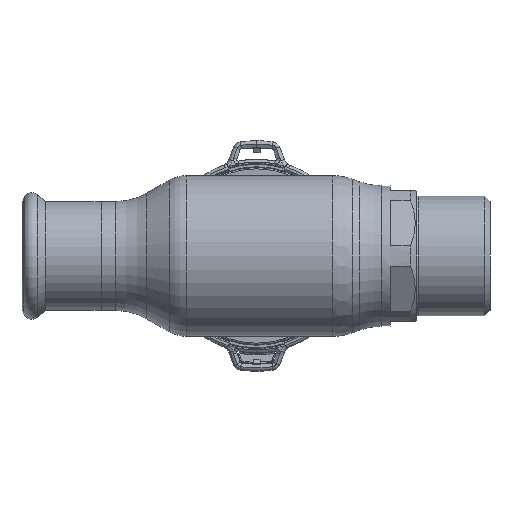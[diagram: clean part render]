
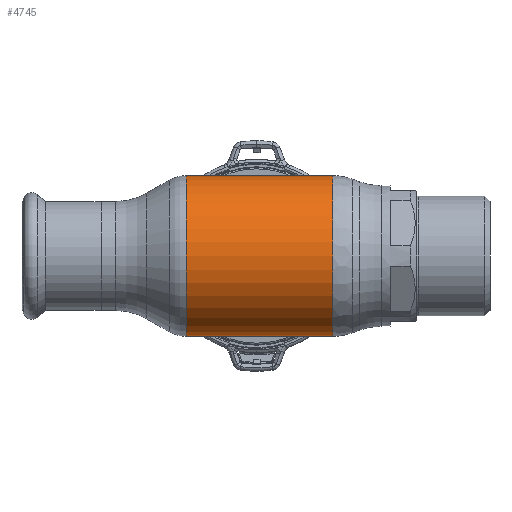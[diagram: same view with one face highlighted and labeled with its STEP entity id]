
A CAD part, front view. The second image highlights one B-rep face of the part: STEP entity #4745.
In plain terms, the highlighted cylindrical face has radius 28.25 mm (diameter 56.5 mm), a partial arc.
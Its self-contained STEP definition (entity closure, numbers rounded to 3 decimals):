
#149 = FACE_OUTER_BOUND ( 'NONE', #10929, .T. ) ;
#347 = EDGE_CURVE ( 'NONE', #10373, #2161, #25429, .T. ) ;
#1365 = VERTEX_POINT ( 'NONE', #33981 ) ;
#2105 = AXIS2_PLACEMENT_3D ( 'NONE', #27259, #30046, #6650 ) ;
#2161 = VERTEX_POINT ( 'NONE', #22661 ) ;
#3913 = EDGE_CURVE ( 'NONE', #30375, #10373, #25729, .T. ) ;
#3989 = AXIS2_PLACEMENT_3D ( 'NONE', #35453, #13673, #16612 ) ;
#4734 = DIRECTION ( 'NONE',  ( 0., 0., 1. ) ) ;
#4745 = ADVANCED_FACE ( 'NONE', ( #149 ), #18121, .T. ) ;
#6185 = VECTOR ( 'NONE', #27174, 1000. ) ;
#6650 = DIRECTION ( 'NONE',  ( 0., 0., 1. ) ) ;
#8557 = ORIENTED_EDGE ( 'NONE', *, *, #11460, .T. ) ;
#8778 = CARTESIAN_POINT ( 'NONE',  ( -62.69, 0., 28.25 ) ) ;
#10373 = VERTEX_POINT ( 'NONE', #32057 ) ;
#10511 = CARTESIAN_POINT ( 'NONE',  ( -62.69, 0., -28.25 ) ) ;
#10882 = CARTESIAN_POINT ( 'NONE',  ( 26.673, 0., -28.25 ) ) ;
#10929 = EDGE_LOOP ( 'NONE', ( #36036, #33506, #8557, #25872 ) ) ;
#11460 = EDGE_CURVE ( 'NONE', #1365, #2161, #15087, .T. ) ;
#13673 = DIRECTION ( 'NONE',  ( -1., 0., 0. ) ) ;
#15087 = LINE ( 'NONE', #8778, #6185 ) ;
#16612 = DIRECTION ( 'NONE',  ( 0., 0., 1. ) ) ;
#18121 = CYLINDRICAL_SURFACE ( 'NONE', #2105, 28.25 ) ;
#18809 = CARTESIAN_POINT ( 'NONE',  ( 26.673, 0., 0. ) ) ;
#22509 = DIRECTION ( 'NONE',  ( -1., 0., 0. ) ) ;
#22661 = CARTESIAN_POINT ( 'NONE',  ( -24.785, 0., 28.25 ) ) ;
#24844 = VECTOR ( 'NONE', #34667, 1000. ) ;
#25429 = CIRCLE ( 'NONE', #3989, 28.25 ) ;
#25729 = LINE ( 'NONE', #10511, #24844 ) ;
#25872 = ORIENTED_EDGE ( 'NONE', *, *, #347, .F. ) ;
#27174 = DIRECTION ( 'NONE',  ( -1., 0., 0. ) ) ;
#27259 = CARTESIAN_POINT ( 'NONE',  ( -62.69, 0., 0. ) ) ;
#28776 = AXIS2_PLACEMENT_3D ( 'NONE', #18809, #22509, #4734 ) ;
#30046 = DIRECTION ( 'NONE',  ( -1., 0., 0. ) ) ;
#30375 = VERTEX_POINT ( 'NONE', #10882 ) ;
#32057 = CARTESIAN_POINT ( 'NONE',  ( -24.785, 0., -28.25 ) ) ;
#33506 = ORIENTED_EDGE ( 'NONE', *, *, #33512, .T. ) ;
#33512 = EDGE_CURVE ( 'NONE', #30375, #1365, #37629, .T. ) ;
#33981 = CARTESIAN_POINT ( 'NONE',  ( 26.673, 0., 28.25 ) ) ;
#34667 = DIRECTION ( 'NONE',  ( -1., 0., 0. ) ) ;
#35453 = CARTESIAN_POINT ( 'NONE',  ( -24.785, 0., 0. ) ) ;
#36036 = ORIENTED_EDGE ( 'NONE', *, *, #3913, .F. ) ;
#37629 = CIRCLE ( 'NONE', #28776, 28.25 ) ;
